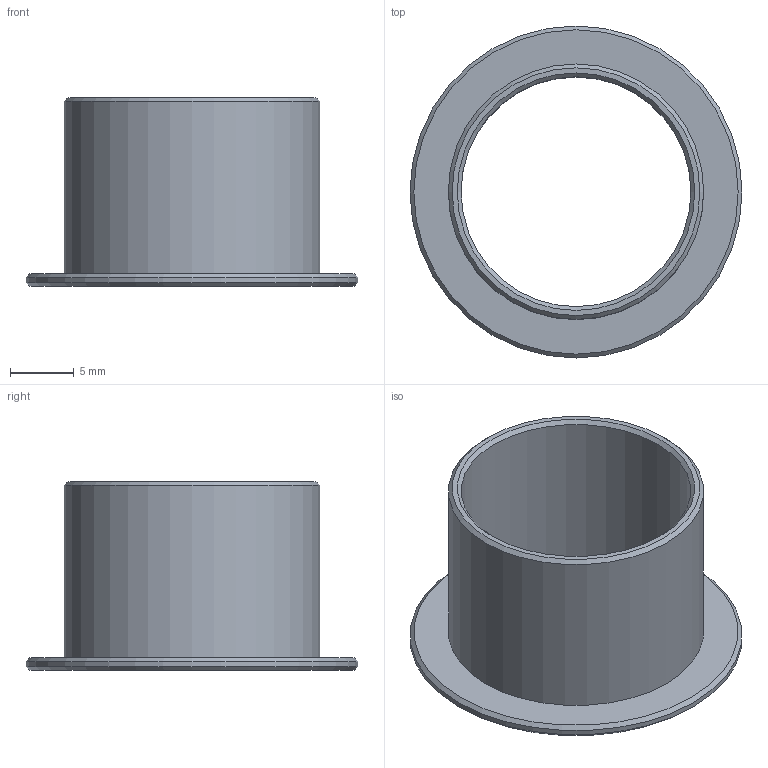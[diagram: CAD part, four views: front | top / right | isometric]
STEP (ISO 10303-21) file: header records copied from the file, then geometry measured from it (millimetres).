
FILE_DESCRIPTION(/* description */ (''),/* implementation_level */ '2;1');
FILE_NAME(/* name */ 'jfm 2023-15.5.stp',/* time_stamp */ '2021-03-29T18:24:46+02:00',/* author */ ('Utilisateur'),/* organization */ (''),/* preprocessor_version */ 'ST-DEVELOPER v16.5',/* originating_system */ 'Autodesk Inventor 2017',/* authorisation */ '');
FILE_SCHEMA (('AUTOMOTIVE_DESIGN { 1 0 10303 214 3 1 1 }'));
Length unit declared in the file: millimetre
Products named in the file (1): jfm 2023-15.5
Bounding box: 26 x 26 x 14.8 mm (x, y, z)
Volume: 1084.9 mm3; surface area: 2278.9 mm2
Topology: 1 solids, 1 shells, 11 faces, 19 edges, 11 vertices
Faces by surface type: cone 5, plane 3, cylinder 3
Full cylindrical faces by diameter (mm): 18 x1, 20 x1, 26 x1
Entity records: 258 total; most frequent: DIRECTION 46, CARTESIAN_POINT 34, AXIS2_PLACEMENT_3D 23, EDGE_LOOP 22, ORIENTED_EDGE 22, FACE_BOUND 11, FACE_OUTER_BOUND 11, CIRCLE 11
